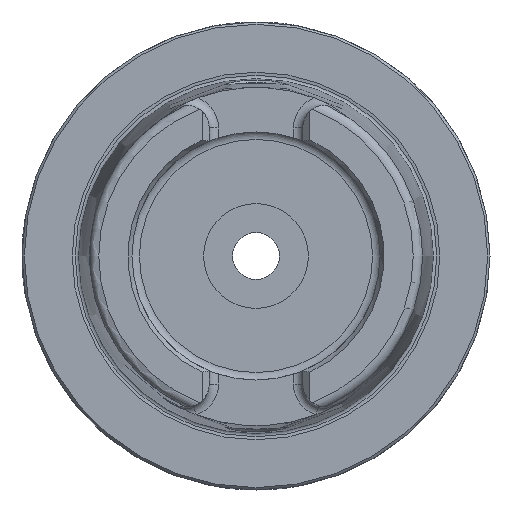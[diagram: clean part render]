
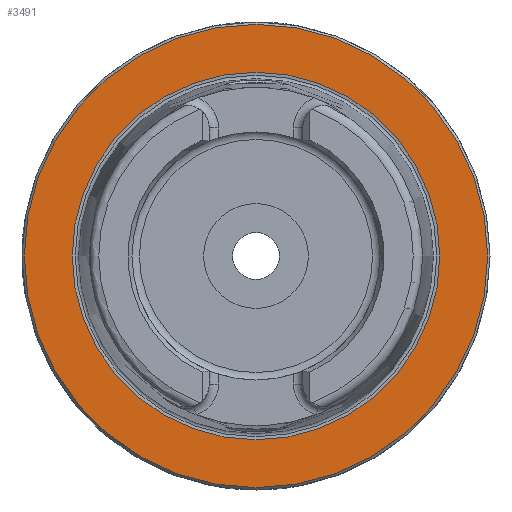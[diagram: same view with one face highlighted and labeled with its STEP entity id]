
A CAD part, left-side view. The second image highlights one B-rep face of the part: STEP entity #3491.
In plain terms, the highlighted planar face has unit normal (-1, 0, 0).
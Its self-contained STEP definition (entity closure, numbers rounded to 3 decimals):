
#297=FACE_BOUND('',#742,.T.);
#341=PLANE('',#3903);
#527=FACE_OUTER_BOUND('',#741,.T.);
#741=EDGE_LOOP('',(#2862));
#742=EDGE_LOOP('',(#2863));
#1350=CIRCLE('',#3902,39.275);
#1351=CIRCLE('',#3904,49.5);
#1620=VERTEX_POINT('',#6550);
#1621=VERTEX_POINT('',#6554);
#2057=EDGE_CURVE('',#1620,#1620,#1350,.T.);
#2058=EDGE_CURVE('',#1621,#1621,#1351,.T.);
#2862=ORIENTED_EDGE('',*,*,#2058,.F.);
#2863=ORIENTED_EDGE('',*,*,#2057,.T.);
#3491=ADVANCED_FACE('',(#527,#297),#341,.T.);
#3902=AXIS2_PLACEMENT_3D('',#6552,#4646,#4647);
#3903=AXIS2_PLACEMENT_3D('',#6553,#4648,#4649);
#3904=AXIS2_PLACEMENT_3D('',#6555,#4650,#4651);
#4646=DIRECTION('center_axis',(1.,0.,0.));
#4647=DIRECTION('ref_axis',(0.,0.,-1.));
#4648=DIRECTION('center_axis',(-1.,0.,0.));
#4649=DIRECTION('ref_axis',(0.,0.,1.));
#4650=DIRECTION('center_axis',(1.,0.,0.));
#4651=DIRECTION('ref_axis',(0.,0.,-1.));
#6550=CARTESIAN_POINT('',(0.,-39.275,0.));
#6552=CARTESIAN_POINT('Origin',(0.,0.,0.));
#6553=CARTESIAN_POINT('Origin',(0.,49.5,0.));
#6554=CARTESIAN_POINT('',(0.,-49.5,0.));
#6555=CARTESIAN_POINT('Origin',(0.,0.,0.));
